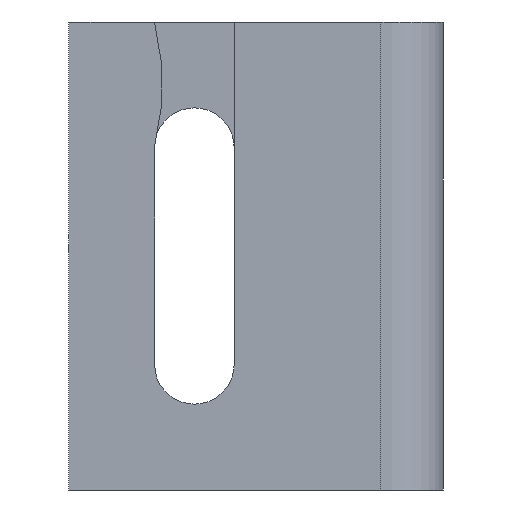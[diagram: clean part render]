
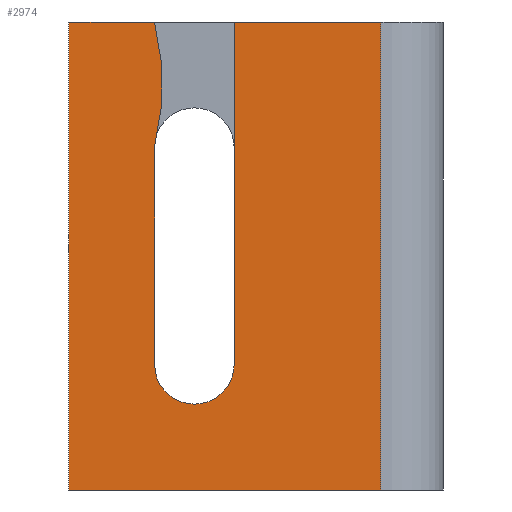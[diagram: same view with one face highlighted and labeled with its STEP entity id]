
A CAD part, left-side view. The second image highlights one B-rep face of the part: STEP entity #2974.
In plain terms, the highlighted planar face has unit normal (-1, 0, 0).
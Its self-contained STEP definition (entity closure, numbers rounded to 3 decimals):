
#94 = VERTEX_POINT ( 'NONE', #719 ) ;
#123 = EDGE_CURVE ( 'NONE', #3877, #1617, #1995, .T. ) ;
#138 = CARTESIAN_POINT ( 'NONE',  ( -28.75, 13.95, -6.95 ) ) ;
#168 = VERTEX_POINT ( 'NONE', #3911 ) ;
#281 = VERTEX_POINT ( 'NONE', #1780 ) ;
#355 = CARTESIAN_POINT ( 'NONE',  ( -28.75, 32.25, 11. ) ) ;
#371 = CIRCLE ( 'NONE', #2036, 16.25 ) ;
#489 = CARTESIAN_POINT ( 'NONE',  ( -28.75, 22., -15. ) ) ;
#506 = VECTOR ( 'NONE', #3385, 1000. ) ;
#535 = DIRECTION ( 'NONE',  ( 0., 0., 1. ) ) ;
#576 = CARTESIAN_POINT ( 'NONE',  ( -28.75, 22., 15. ) ) ;
#683 = VECTOR ( 'NONE', #535, 1000. ) ;
#719 = CARTESIAN_POINT ( 'NONE',  ( -28.75, 16.5, 7. ) ) ;
#738 = DIRECTION ( 'NONE',  ( 0., 0., -1. ) ) ;
#749 = DIRECTION ( 'NONE',  ( 1., 0., 0. ) ) ;
#798 = ORIENTED_EDGE ( 'NONE', *, *, #859, .F. ) ;
#859 = EDGE_CURVE ( 'NONE', #281, #94, #371, .T. ) ;
#916 = CARTESIAN_POINT ( 'NONE',  ( -28.75, 0., 15. ) ) ;
#938 = EDGE_LOOP ( 'NONE', ( #1033, #798, #1809, #1040, #1355, #2962, #3136, #3350, #1412 ) ) ;
#1033 = ORIENTED_EDGE ( 'NONE', *, *, #1479, .F. ) ;
#1040 = ORIENTED_EDGE ( 'NONE', *, *, #123, .T. ) ;
#1071 = LINE ( 'NONE', #2952, #1692 ) ;
#1252 = EDGE_CURVE ( 'NONE', #1617, #2166, #3098, .T. ) ;
#1283 = DIRECTION ( 'NONE',  ( 0., 0., -1. ) ) ;
#1291 = CIRCLE ( 'NONE', #2888, 2.55 ) ;
#1346 = DIRECTION ( 'NONE',  ( 0., 0., -1. ) ) ;
#1355 = ORIENTED_EDGE ( 'NONE', *, *, #1252, .T. ) ;
#1412 = ORIENTED_EDGE ( 'NONE', *, *, #1602, .F. ) ;
#1479 = EDGE_CURVE ( 'NONE', #94, #3314, #1071, .T. ) ;
#1529 = VERTEX_POINT ( 'NONE', #3912 ) ;
#1546 = LINE ( 'NONE', #916, #2662 ) ;
#1567 = CARTESIAN_POINT ( 'NONE',  ( -28.75, 16.5, -6.95 ) ) ;
#1570 = VECTOR ( 'NONE', #1866, 1000. ) ;
#1602 = EDGE_CURVE ( 'NONE', #3314, #1529, #1291, .T. ) ;
#1617 = VERTEX_POINT ( 'NONE', #489 ) ;
#1692 = VECTOR ( 'NONE', #738, 1000. ) ;
#1780 = CARTESIAN_POINT ( 'NONE',  ( -28.75, 16.5, 15. ) ) ;
#1809 = ORIENTED_EDGE ( 'NONE', *, *, #3282, .F. ) ;
#1853 = DIRECTION ( 'NONE',  ( 1., 0., 0. ) ) ;
#1866 = DIRECTION ( 'NONE',  ( 0., -1., 0. ) ) ;
#1925 = CARTESIAN_POINT ( 'NONE',  ( -28.75, 22., 15. ) ) ;
#1995 = LINE ( 'NONE', #1925, #3957 ) ;
#2036 = AXIS2_PLACEMENT_3D ( 'NONE', #355, #1853, #3791 ) ;
#2051 = CARTESIAN_POINT ( 'NONE',  ( -28.75, 0., 15. ) ) ;
#2166 = VERTEX_POINT ( 'NONE', #3298 ) ;
#2195 = DIRECTION ( 'NONE',  ( 0., -1., 0. ) ) ;
#2571 = VECTOR ( 'NONE', #3691, 1000. ) ;
#2662 = VECTOR ( 'NONE', #2195, 1000. ) ;
#2667 = VERTEX_POINT ( 'NONE', #3072 ) ;
#2681 = EDGE_CURVE ( 'NONE', #2667, #2166, #2788, .T. ) ;
#2745 = EDGE_CURVE ( 'NONE', #168, #2667, #3091, .T. ) ;
#2788 = LINE ( 'NONE', #3422, #506 ) ;
#2888 = AXIS2_PLACEMENT_3D ( 'NONE', #138, #3327, #3312 ) ;
#2952 = CARTESIAN_POINT ( 'NONE',  ( -28.75, 16.5, 7. ) ) ;
#2962 = ORIENTED_EDGE ( 'NONE', *, *, #2681, .F. ) ;
#2974 = ADVANCED_FACE ( 'NONE', ( #3965 ), #3304, .F. ) ;
#3072 = CARTESIAN_POINT ( 'NONE',  ( -28.75, 2., 15. ) ) ;
#3091 = LINE ( 'NONE', #4007, #2571 ) ;
#3098 = LINE ( 'NONE', #3183, #1570 ) ;
#3099 = CARTESIAN_POINT ( 'NONE',  ( -28.75, 11.4, 15. ) ) ;
#3100 = AXIS2_PLACEMENT_3D ( 'NONE', #2051, #749, #1346 ) ;
#3136 = ORIENTED_EDGE ( 'NONE', *, *, #2745, .F. ) ;
#3183 = CARTESIAN_POINT ( 'NONE',  ( -28.75, 0., -15. ) ) ;
#3282 = EDGE_CURVE ( 'NONE', #3877, #281, #1546, .T. ) ;
#3298 = CARTESIAN_POINT ( 'NONE',  ( -28.75, 2., -15. ) ) ;
#3304 = PLANE ( 'NONE',  #3100 ) ;
#3312 = DIRECTION ( 'NONE',  ( 0., 0., 1. ) ) ;
#3314 = VERTEX_POINT ( 'NONE', #1567 ) ;
#3327 = DIRECTION ( 'NONE',  ( -1., 0., 0. ) ) ;
#3350 = ORIENTED_EDGE ( 'NONE', *, *, #3420, .F. ) ;
#3385 = DIRECTION ( 'NONE',  ( 0., 0., -1. ) ) ;
#3420 = EDGE_CURVE ( 'NONE', #1529, #168, #4014, .T. ) ;
#3422 = CARTESIAN_POINT ( 'NONE',  ( -28.75, 2., 15. ) ) ;
#3691 = DIRECTION ( 'NONE',  ( 0., -1., 0. ) ) ;
#3791 = DIRECTION ( 'NONE',  ( 0., 0., 1. ) ) ;
#3877 = VERTEX_POINT ( 'NONE', #576 ) ;
#3911 = CARTESIAN_POINT ( 'NONE',  ( -28.75, 11.4, 15. ) ) ;
#3912 = CARTESIAN_POINT ( 'NONE',  ( -28.75, 11.4, -6.95 ) ) ;
#3957 = VECTOR ( 'NONE', #1283, 1000. ) ;
#3965 = FACE_OUTER_BOUND ( 'NONE', #938, .T. ) ;
#4007 = CARTESIAN_POINT ( 'NONE',  ( -28.75, 0., 15. ) ) ;
#4014 = LINE ( 'NONE', #3099, #683 ) ;
